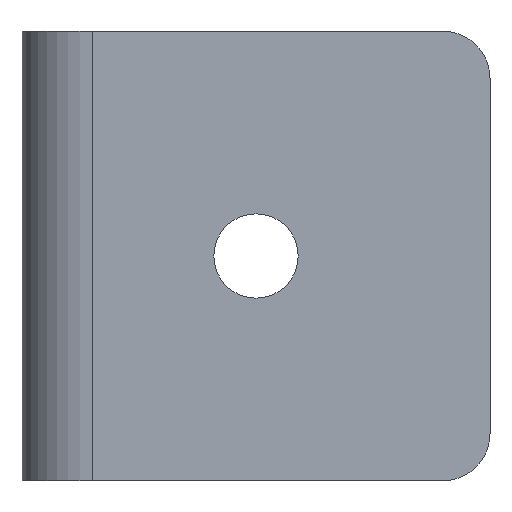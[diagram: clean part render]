
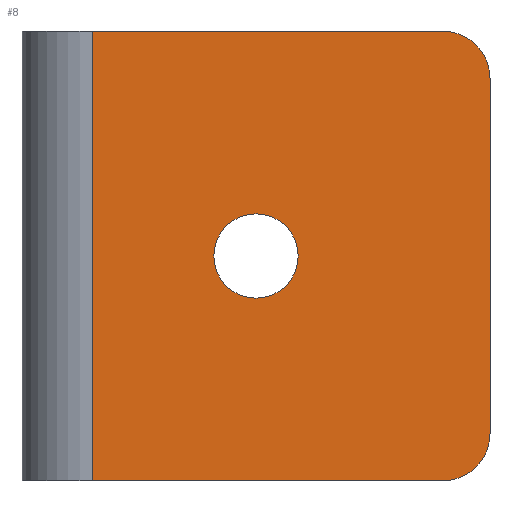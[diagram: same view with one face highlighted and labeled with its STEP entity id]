
A CAD part, front view. The second image highlights one B-rep face of the part: STEP entity #8.
In plain terms, the highlighted planar face has unit normal (0, -1, 0).
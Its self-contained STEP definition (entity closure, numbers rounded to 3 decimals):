
#1 = DIRECTION ( 'NONE',  ( 0., -1., 0. ) ) ;
#8 = ADVANCED_FACE ( 'NONE', ( #135, #293 ), #173, .T. ) ;
#18 = EDGE_CURVE ( 'NONE', #581, #321, #38, .T. ) ;
#25 = DIRECTION ( 'NONE',  ( 1., 0., 0. ) ) ;
#38 = CIRCLE ( 'NONE', #167, 4.5 ) ;
#39 = LINE ( 'NONE', #262, #50 ) ;
#50 = VECTOR ( 'NONE', #203, 1000. ) ;
#51 = CARTESIAN_POINT ( 'NONE',  ( 45., 0., 19. ) ) ;
#73 = DIRECTION ( 'NONE',  ( 0., -1., 0. ) ) ;
#81 = EDGE_LOOP ( 'NONE', ( #486, #378, #596, #463, #257, #501 ) ) ;
#83 = EDGE_CURVE ( 'NONE', #480, #200, #326, .T. ) ;
#86 = CARTESIAN_POINT ( 'NONE',  ( 50., 0., -19. ) ) ;
#115 = CARTESIAN_POINT ( 'NONE',  ( 45., 0., -24. ) ) ;
#121 = CARTESIAN_POINT ( 'NONE',  ( 20.5, 0., 0. ) ) ;
#128 = VECTOR ( 'NONE', #537, 1000. ) ;
#130 = CARTESIAN_POINT ( 'NONE',  ( 25., 0., 0. ) ) ;
#132 = CARTESIAN_POINT ( 'NONE',  ( 50., 0., 19. ) ) ;
#135 = FACE_BOUND ( 'NONE', #556, .T. ) ;
#143 = CARTESIAN_POINT ( 'NONE',  ( 45., 0., -19. ) ) ;
#145 = VERTEX_POINT ( 'NONE', #86 ) ;
#149 = EDGE_CURVE ( 'NONE', #242, #145, #634, .T. ) ;
#155 = DIRECTION ( 'NONE',  ( 1., 0., 0. ) ) ;
#165 = CARTESIAN_POINT ( 'NONE',  ( 7.5, 0., -24. ) ) ;
#167 = AXIS2_PLACEMENT_3D ( 'NONE', #706, #240, #639 ) ;
#173 = PLANE ( 'NONE',  #700 ) ;
#175 = DIRECTION ( 'NONE',  ( 0., -1., 0. ) ) ;
#190 = ORIENTED_EDGE ( 'NONE', *, *, #394, .F. ) ;
#195 = EDGE_CURVE ( 'NONE', #480, #349, #726, .T. ) ;
#200 = VERTEX_POINT ( 'NONE', #657 ) ;
#203 = DIRECTION ( 'NONE',  ( 0., 0., 1. ) ) ;
#205 = DIRECTION ( 'NONE',  ( 0., -1., 0. ) ) ;
#225 = EDGE_CURVE ( 'NONE', #349, #242, #497, .T. ) ;
#240 = DIRECTION ( 'NONE',  ( 0., -1., 0. ) ) ;
#242 = VERTEX_POINT ( 'NONE', #115 ) ;
#247 = CARTESIAN_POINT ( 'NONE',  ( 50., 0., 24. ) ) ;
#257 = ORIENTED_EDGE ( 'NONE', *, *, #83, .F. ) ;
#259 = CIRCLE ( 'NONE', #286, 4.5 ) ;
#262 = CARTESIAN_POINT ( 'NONE',  ( 50., 0., -24. ) ) ;
#286 = AXIS2_PLACEMENT_3D ( 'NONE', #130, #73, #570 ) ;
#293 = FACE_OUTER_BOUND ( 'NONE', #81, .T. ) ;
#297 = AXIS2_PLACEMENT_3D ( 'NONE', #51, #1, #472 ) ;
#300 = VECTOR ( 'NONE', #25, 1000. ) ;
#321 = VERTEX_POINT ( 'NONE', #396 ) ;
#326 = LINE ( 'NONE', #247, #300 ) ;
#349 = VERTEX_POINT ( 'NONE', #165 ) ;
#369 = CARTESIAN_POINT ( 'NONE',  ( 50., 0., -24. ) ) ;
#378 = ORIENTED_EDGE ( 'NONE', *, *, #149, .T. ) ;
#394 = EDGE_CURVE ( 'NONE', #321, #581, #259, .T. ) ;
#396 = CARTESIAN_POINT ( 'NONE',  ( 29.5, 0., 0. ) ) ;
#407 = AXIS2_PLACEMENT_3D ( 'NONE', #143, #205, #155 ) ;
#421 = DIRECTION ( 'NONE',  ( 1., 0., 0. ) ) ;
#431 = DIRECTION ( 'NONE',  ( 0., 0., -1. ) ) ;
#441 = CARTESIAN_POINT ( 'NONE',  ( 7.5, 0., -24. ) ) ;
#463 = ORIENTED_EDGE ( 'NONE', *, *, #526, .T. ) ;
#472 = DIRECTION ( 'NONE',  ( 1., 0., 0. ) ) ;
#478 = CARTESIAN_POINT ( 'NONE',  ( 50., 0., -24. ) ) ;
#480 = VERTEX_POINT ( 'NONE', #555 ) ;
#486 = ORIENTED_EDGE ( 'NONE', *, *, #225, .T. ) ;
#497 = LINE ( 'NONE', #369, #128 ) ;
#500 = EDGE_CURVE ( 'NONE', #145, #664, #39, .T. ) ;
#501 = ORIENTED_EDGE ( 'NONE', *, *, #195, .T. ) ;
#526 = EDGE_CURVE ( 'NONE', #664, #200, #646, .T. ) ;
#537 = DIRECTION ( 'NONE',  ( 1., 0., 0. ) ) ;
#555 = CARTESIAN_POINT ( 'NONE',  ( 7.5, 0., 24. ) ) ;
#556 = EDGE_LOOP ( 'NONE', ( #190, #622 ) ) ;
#560 = VECTOR ( 'NONE', #431, 1000. ) ;
#570 = DIRECTION ( 'NONE',  ( 0., 0., -1. ) ) ;
#581 = VERTEX_POINT ( 'NONE', #121 ) ;
#596 = ORIENTED_EDGE ( 'NONE', *, *, #500, .T. ) ;
#622 = ORIENTED_EDGE ( 'NONE', *, *, #18, .F. ) ;
#634 = CIRCLE ( 'NONE', #407, 5. ) ;
#639 = DIRECTION ( 'NONE',  ( 0., 0., -1. ) ) ;
#646 = CIRCLE ( 'NONE', #297, 5. ) ;
#657 = CARTESIAN_POINT ( 'NONE',  ( 45., 0., 24. ) ) ;
#664 = VERTEX_POINT ( 'NONE', #132 ) ;
#700 = AXIS2_PLACEMENT_3D ( 'NONE', #478, #175, #421 ) ;
#706 = CARTESIAN_POINT ( 'NONE',  ( 25., 0., 0. ) ) ;
#726 = LINE ( 'NONE', #441, #560 ) ;
